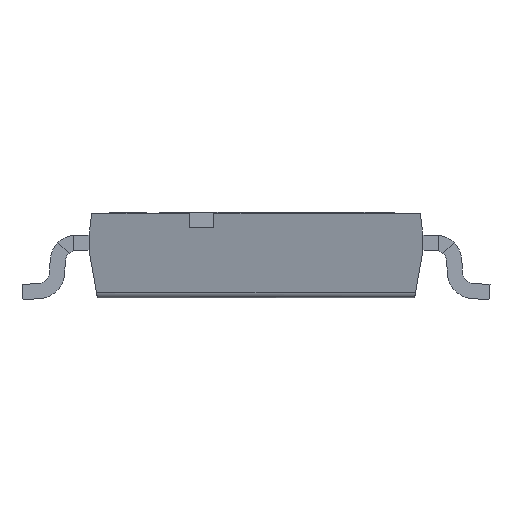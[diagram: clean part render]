
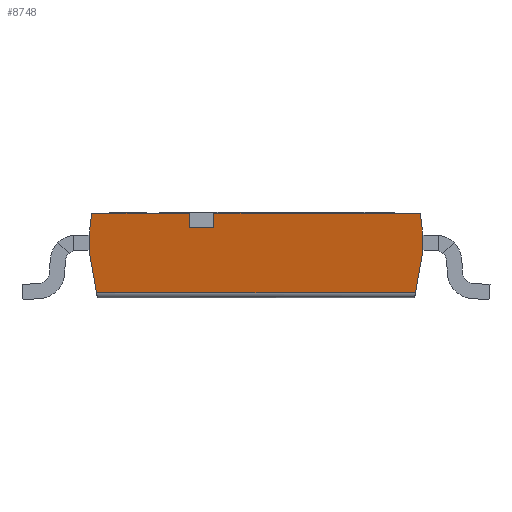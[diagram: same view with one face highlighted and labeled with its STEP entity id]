
A CAD part, front view. The second image highlights one B-rep face of the part: STEP entity #8748.
In plain terms, the highlighted planar face has unit normal (0, -0.985, -0.174).
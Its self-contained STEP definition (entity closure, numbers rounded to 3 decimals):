
#411=FACE_OUTER_BOUND('',#897,.T.);
#897=EDGE_LOOP('',(#6106,#6107,#6108,#6109,#6110,#6111,#6112,#6113,#6114,
#6115,#6116,#6117));
#1506=LINE('',#12583,#2598);
#1509=LINE('',#12591,#2601);
#1513=LINE('',#12600,#2605);
#1566=LINE('',#12707,#2658);
#1573=LINE('',#12722,#2665);
#1574=LINE('',#12724,#2666);
#1575=LINE('',#12725,#2667);
#1576=LINE('',#12726,#2668);
#1577=LINE('',#12728,#2669);
#1578=LINE('',#12730,#2670);
#1579=LINE('',#12731,#2671);
#1580=LINE('',#12732,#2672);
#2598=VECTOR('',#10151,1000.);
#2601=VECTOR('',#10156,1000.);
#2605=VECTOR('',#10162,1000.);
#2658=VECTOR('',#10217,1000.);
#2665=VECTOR('',#10228,1000.);
#2666=VECTOR('',#10229,1000.);
#2667=VECTOR('',#10230,1000.);
#2668=VECTOR('',#10231,1000.);
#2669=VECTOR('',#10232,1000.);
#2670=VECTOR('',#10233,1000.);
#2671=VECTOR('',#10234,1000.);
#2672=VECTOR('',#10235,1000.);
#3625=VERTEX_POINT('',#12565);
#3633=VERTEX_POINT('',#12581);
#3636=VERTEX_POINT('',#12588);
#3637=VERTEX_POINT('',#12590);
#3640=VERTEX_POINT('',#12597);
#3641=VERTEX_POINT('',#12599);
#3693=VERTEX_POINT('',#12704);
#3694=VERTEX_POINT('',#12706);
#3700=VERTEX_POINT('',#12721);
#3701=VERTEX_POINT('',#12723);
#3702=VERTEX_POINT('',#12727);
#3703=VERTEX_POINT('',#12729);
#4560=EDGE_CURVE('',#3633,#3625,#1506,.T.);
#4563=EDGE_CURVE('',#3636,#3637,#1509,.T.);
#4567=EDGE_CURVE('',#3641,#3640,#1513,.T.);
#4620=EDGE_CURVE('',#3693,#3694,#1566,.T.);
#4627=EDGE_CURVE('',#3640,#3700,#1573,.T.);
#4628=EDGE_CURVE('',#3700,#3701,#1574,.T.);
#4629=EDGE_CURVE('',#3701,#3637,#1575,.T.);
#4630=EDGE_CURVE('',#3636,#3694,#1576,.T.);
#4631=EDGE_CURVE('',#3693,#3702,#1577,.T.);
#4632=EDGE_CURVE('',#3703,#3702,#1578,.T.);
#4633=EDGE_CURVE('',#3703,#3625,#1579,.T.);
#4634=EDGE_CURVE('',#3633,#3641,#1580,.T.);
#6106=ORIENTED_EDGE('',*,*,#4627,.T.);
#6107=ORIENTED_EDGE('',*,*,#4628,.T.);
#6108=ORIENTED_EDGE('',*,*,#4629,.T.);
#6109=ORIENTED_EDGE('',*,*,#4563,.F.);
#6110=ORIENTED_EDGE('',*,*,#4630,.T.);
#6111=ORIENTED_EDGE('',*,*,#4620,.F.);
#6112=ORIENTED_EDGE('',*,*,#4631,.T.);
#6113=ORIENTED_EDGE('',*,*,#4632,.F.);
#6114=ORIENTED_EDGE('',*,*,#4633,.T.);
#6115=ORIENTED_EDGE('',*,*,#4560,.F.);
#6116=ORIENTED_EDGE('',*,*,#4634,.T.);
#6117=ORIENTED_EDGE('',*,*,#4567,.T.);
#8326=PLANE('',#9259);
#8748=ADVANCED_FACE('',(#411),#8326,.F.);
#9259=AXIS2_PLACEMENT_3D('',#12720,#10226,#10227);
#10151=DIRECTION('',(1.,0.,0.));
#10156=DIRECTION('',(0.,0.174,-0.985));
#10162=DIRECTION('',(0.,0.174,-0.985));
#10217=DIRECTION('',(1.,0.,0.));
#10226=DIRECTION('center_axis',(0.,0.985,
0.174));
#10227=DIRECTION('ref_axis',(0.,-0.174,0.985));
#10228=DIRECTION('',(0.171,0.171,-0.97));
#10229=DIRECTION('',(1.,0.,0.));
#10230=DIRECTION('',(0.171,-0.171,0.97));
#10231=DIRECTION('',(-0.12,-0.172,0.978));
#10232=DIRECTION('',(0.,0.174,-0.985));
#10233=DIRECTION('',(1.,0.,0.));
#10234=DIRECTION('',(0.,-0.174,0.985));
#10235=DIRECTION('',(-0.12,0.172,-0.978));
#12565=CARTESIAN_POINT('',(-1.09,-2.575,1.415));
#12581=CARTESIAN_POINT('',(-2.696,-2.575,1.415));
#12583=CARTESIAN_POINT('',(2.74,-2.575,1.415));
#12588=CARTESIAN_POINT('',(2.74,-2.512,1.06));
#12590=CARTESIAN_POINT('',(2.74,-2.468,0.81));
#12591=CARTESIAN_POINT('',(2.74,-2.575,1.415));
#12597=CARTESIAN_POINT('',(-2.74,-2.468,0.81));
#12599=CARTESIAN_POINT('',(-2.74,-2.512,1.06));
#12600=CARTESIAN_POINT('',(-2.74,-2.575,1.415));
#12704=CARTESIAN_POINT('',(-0.69,-2.575,1.415));
#12706=CARTESIAN_POINT('',(2.696,-2.575,1.415));
#12707=CARTESIAN_POINT('',(2.74,-2.575,1.415));
#12720=CARTESIAN_POINT('Origin',(2.74,-2.575,1.415));
#12721=CARTESIAN_POINT('',(-2.617,-2.345,0.113));
#12722=CARTESIAN_POINT('',(-2.683,-2.411,0.488));
#12723=CARTESIAN_POINT('',(2.617,-2.345,0.113));
#12724=CARTESIAN_POINT('',(2.74,-2.345,0.113));
#12725=CARTESIAN_POINT('',(2.844,-2.572,1.397));
#12726=CARTESIAN_POINT('',(2.697,-2.574,1.41));
#12727=CARTESIAN_POINT('',(-0.69,-2.534,1.185));
#12728=CARTESIAN_POINT('',(-0.69,-2.575,1.415));
#12729=CARTESIAN_POINT('',(-1.09,-2.534,1.185));
#12730=CARTESIAN_POINT('',(2.74,-2.534,1.185));
#12731=CARTESIAN_POINT('',(-1.09,-2.575,1.415));
#12732=CARTESIAN_POINT('',(-2.618,-2.688,2.053));
